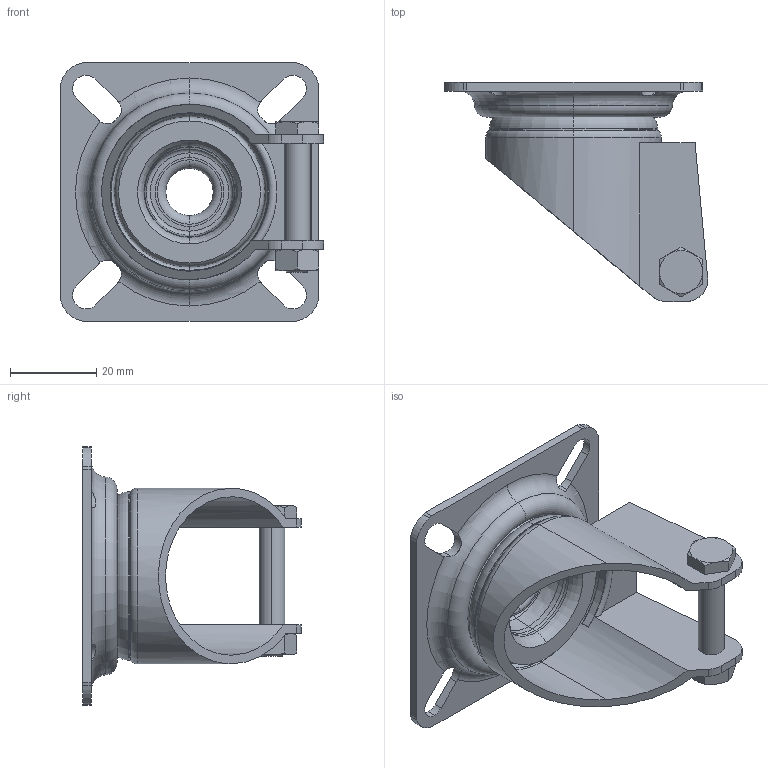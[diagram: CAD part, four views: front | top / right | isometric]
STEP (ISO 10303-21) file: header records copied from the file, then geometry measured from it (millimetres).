
FILE_DESCRIPTION (( 'STEP AP203' ), '1' );
FILE_NAME ('tente agila 50 swivel body_Default_sldprt.STEP', '2025-04-30T13:52:02', ( '' ), ( '' ), 'SwSTEP 2.0', 'SolidWorks 2024', '' );
FILE_SCHEMA (( 'CONFIG_CONTROL_DESIGN' ));
Length unit declared in the file: millimetre
Products named in the file (1): tente agila 50 swivel body_Default_sldprt
Bounding box: 61.16 x 50.85 x 60 mm (x, y, z)
Volume: 24424.5 mm3; surface area: 18593.8 mm2
Topology: 1 solids, 1 shells, 168 faces, 430 edges, 266 vertices
Faces by surface type: plane 62, cylinder 43, torus 37, cone 26
Entity records: 5445 total; most frequent: CARTESIAN_POINT 1231, DIRECTION 914, ORIENTED_EDGE 860, EDGE_CURVE 430, AXIS2_PLACEMENT_3D 375, VERTEX_POINT 266, CIRCLE 206, EDGE_LOOP 182
